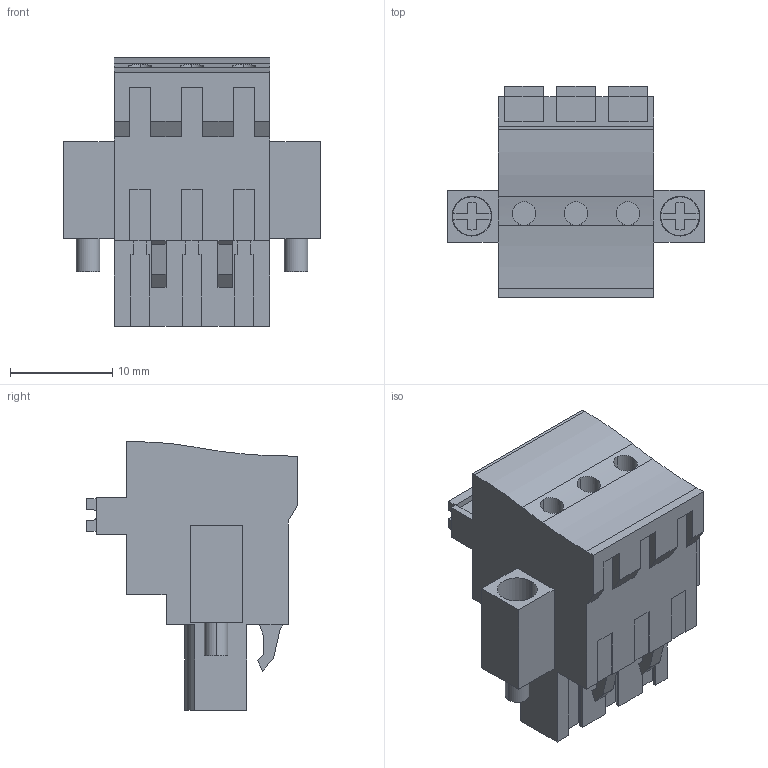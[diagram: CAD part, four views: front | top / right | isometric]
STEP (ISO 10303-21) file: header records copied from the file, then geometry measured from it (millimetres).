
FILE_DESCRIPTION(('CATIA V5 STEP Exchange','CAx-IF Rec.Pracs.--- Model Styling and Organization---1.2---2011-12-15'),'2;1');
FILE_NAME ('D1461173_0_1982900000_1982900000.stp','2017-10-30T15:28:25+00:00',('none'),('Weidmueller'),'CATIA Version 5-6 Release 2014','CATIA V5 STEP AP214','none');
FILE_SCHEMA(('AUTOMOTIVE_DESIGN { 1 0 10303 214 1 1 1 1 }'));
Length unit declared in the file: millimetre
Products named in the file (1): 1982900000
Bounding box: 25.04 x 20.64 x 26.24 mm (x, y, z)
Volume: 4924.6 mm3; surface area: 3385.6 mm2
Topology: 6 solids, 6 shells, 296 faces, 794 edges, 530 vertices
Faces by surface type: plane 243, cylinder 53
Entity records: 8699 total; most frequent: ORIENTED_EDGE 1588, CARTESIAN_POINT 1583, DIRECTION 1208, EDGE_CURVE 794, VECTOR 680, LINE 680, VERTEX_POINT 530, EDGE_LOOP 320
